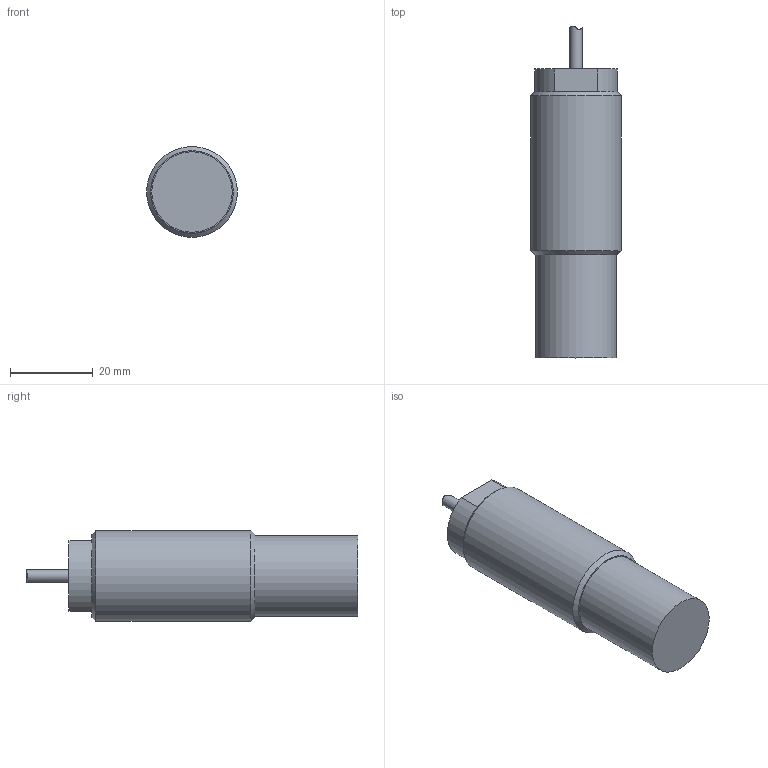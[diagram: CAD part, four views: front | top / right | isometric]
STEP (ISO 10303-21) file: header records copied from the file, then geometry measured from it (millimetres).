
FILE_DESCRIPTION(/* description */ (''),/* implementation_level */ '2;1');
FILE_NAME(/* name */ '562100_Shrinkwrap_1.stp',/* time_stamp */ '2021-12-21T11:09:13+01:00',/* author */ ('Krieger Anja'),/* organization */ (''),/* preprocessor_version */ 'ST-DEVELOPER v18.1',/* originating_system */ 'Autodesk Inventor 2021',/* authorisation */ '');
FILE_SCHEMA (('AUTOMOTIVE_DESIGN { 1 0 10303 214 3 1 1 }'));
Length unit declared in the file: millimetre
Products named in the file (1): 562100_Shrinkwrap_1
Bounding box: 22 x 80.4 x 22 mm (x, y, z)
Volume: 24081.4 mm3; surface area: 5397.6 mm2
Topology: 1 solids, 1 shells, 26 faces, 58 edges, 37 vertices
Faces by surface type: plane 14, cylinder 8, cone 4
Full cylindrical faces by diameter (mm): 3 x1, 4.459 x1, 19.5 x1, 22 x1
Entity records: 855 total; most frequent: CARTESIAN_POINT 193, DIRECTION 119, ORIENTED_EDGE 114, EDGE_CURVE 57, AXIS2_PLACEMENT_3D 45, VERTEX_POINT 37, EDGE_LOOP 30, LINE 29
